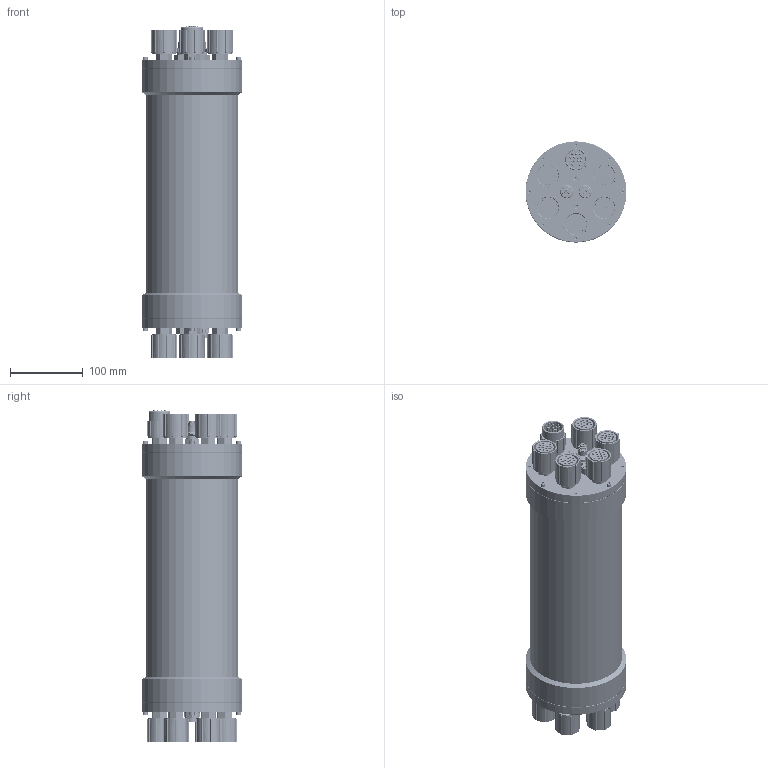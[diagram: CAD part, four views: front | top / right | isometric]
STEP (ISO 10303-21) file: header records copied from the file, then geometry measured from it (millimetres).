
FILE_DESCRIPTION(/* description */ (''),/* implementation_level */ '2;1');
FILE_NAME(/* name */ 'IVSTelemetryBottle_OverallAssy.stp',/* time_stamp */ '2020-08-11T10:07:26-04:00',/* author */ ('lfrey'),/* organization */ (''),/* preprocessor_version */ 'ST-DEVELOPER v17',/* originating_system */ 'Autodesk Inventor 2019',/* authorisation */ '');
FILE_SCHEMA (('CONFIG_CONTROL_DESIGN'));
Length unit declared in the file: inch
Products named in the file (1): IVSTelemetryBottle_OverallAssy
Bounding box: 138.43 x 138.43 x 455.3 mm (x, y, z)
Volume: 1967812.1 mm3; surface area: 546695.6 mm2
Topology: 15 solids, 55 shells, 6070 faces, 16102 edges, 10767 vertices
Faces by surface type: plane 2870, bspline 1997, cylinder 832, cone 193, sphere 97, torus 81
Full cylindrical faces by diameter (mm): 0.2 x2, 2 x17, 2.375 x1, 2.383 x2, 2.5 x2, 3 x156, 3.302 x24, 4.166 x12, 4.318 x4, 4.762 x16, 5.5 x12, 6.858 x8, 6.95 x2, 7.925 x4, 8.509 x1, 9.246 x1, 9.5 x2, 9.652 x25, 10 x4, 10.8 x12, 11.43 x180, 12.5 x4, 12.65 x2, 12.7 x4, 12.94 x1, 14.3 x12, 15.24 x1, 15.7 x2, 15.875 x1, 17.45 x2
Entity records: 301634 total; most frequent: CARTESIAN_POINT 158341, ORIENTED_EDGE 32016, DIRECTION 21526, EDGE_CURVE 16008, VERTEX_POINT 10771, LINE 8952, VECTOR 8952, EDGE_LOOP 6899
